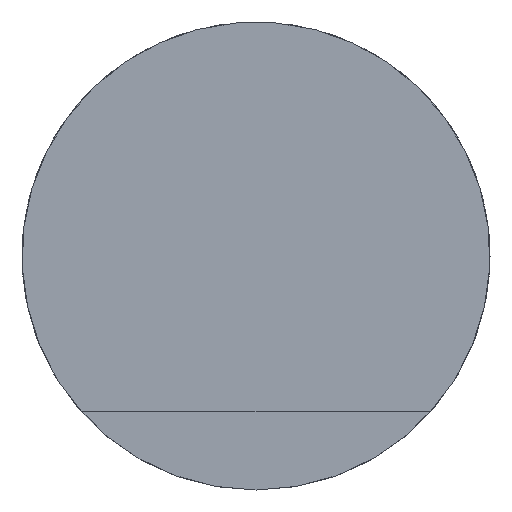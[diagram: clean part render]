
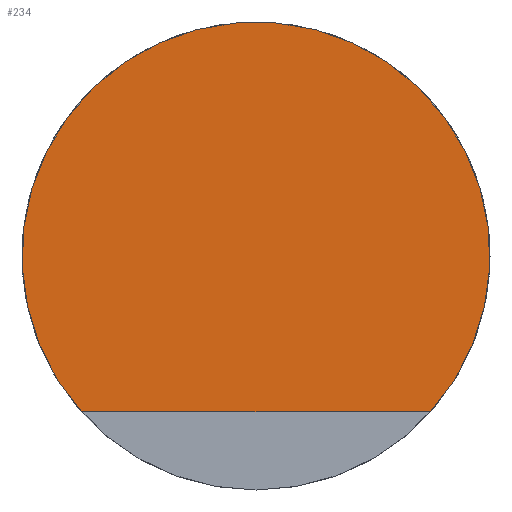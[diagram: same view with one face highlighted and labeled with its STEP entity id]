
A CAD part, front view. The second image highlights one B-rep face of the part: STEP entity #234.
In plain terms, the highlighted planar face has unit normal (0, -1, 0).
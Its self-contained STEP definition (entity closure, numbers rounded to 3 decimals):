
#8 = FACE_OUTER_BOUND ( 'NONE', #323, .T. ) ;
#56 = CARTESIAN_POINT ( 'NONE',  ( 0., 0., 0. ) ) ;
#69 = PLANE ( 'NONE',  #470 ) ;
#118 = CIRCLE ( 'NONE', #138, 3. ) ;
#124 = CARTESIAN_POINT ( 'NONE',  ( 0., 0., -2. ) ) ;
#138 = AXIS2_PLACEMENT_3D ( 'NONE', #332, #182, #379 ) ;
#182 = DIRECTION ( 'NONE',  ( 0., 1., 0. ) ) ;
#234 = ADVANCED_FACE ( 'NONE', ( #8 ), #69, .F. ) ;
#271 = DIRECTION ( 'NONE',  ( 0., 1., 0. ) ) ;
#286 = CARTESIAN_POINT ( 'NONE',  ( -2.236, 0., -2. ) ) ;
#323 = EDGE_LOOP ( 'NONE', ( #643, #506 ) ) ;
#330 = DIRECTION ( 'NONE',  ( 1., 0., 0. ) ) ;
#332 = CARTESIAN_POINT ( 'NONE',  ( 0., 0., 0. ) ) ;
#353 = VERTEX_POINT ( 'NONE', #286 ) ;
#358 = VERTEX_POINT ( 'NONE', #536 ) ;
#362 = EDGE_CURVE ( 'NONE', #353, #358, #118, .T. ) ;
#368 = EDGE_CURVE ( 'NONE', #353, #358, #579, .T. ) ;
#379 = DIRECTION ( 'NONE',  ( 0., 0., 1. ) ) ;
#408 = DIRECTION ( 'NONE',  ( 0., 0., 1. ) ) ;
#446 = VECTOR ( 'NONE', #330, 1000. ) ;
#470 = AXIS2_PLACEMENT_3D ( 'NONE', #56, #271, #408 ) ;
#506 = ORIENTED_EDGE ( 'NONE', *, *, #362, .F. ) ;
#536 = CARTESIAN_POINT ( 'NONE',  ( 2.236, 0., -2. ) ) ;
#579 = LINE ( 'NONE', #124, #446 ) ;
#643 = ORIENTED_EDGE ( 'NONE', *, *, #368, .T. ) ;
